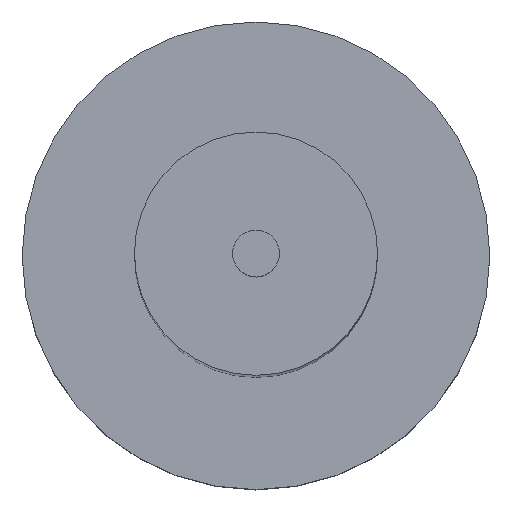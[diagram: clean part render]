
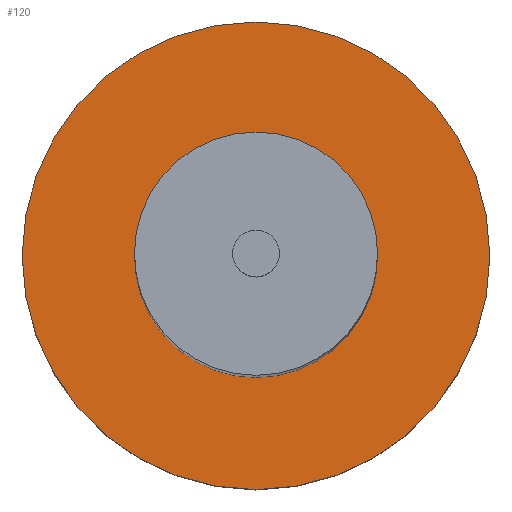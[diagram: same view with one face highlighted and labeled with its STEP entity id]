
A CAD part, top view. The second image highlights one B-rep face of the part: STEP entity #120.
In plain terms, the highlighted planar face has unit normal (0, 0, 1).
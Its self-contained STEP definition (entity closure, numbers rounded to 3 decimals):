
#16=FACE_BOUND('',#35,.T.);
#19=PLANE('',#159);
#26=FACE_OUTER_BOUND('',#34,.T.);
#34=EDGE_LOOP('',(#106,#107));
#35=EDGE_LOOP('',(#108,#109));
#49=CIRCLE('',#151,13.);
#50=CIRCLE('',#152,13.);
#51=CIRCLE('',#155,25.);
#52=CIRCLE('',#156,25.);
#61=VERTEX_POINT('',#221);
#62=VERTEX_POINT('',#223);
#63=VERTEX_POINT('',#228);
#64=VERTEX_POINT('',#229);
#75=EDGE_CURVE('',#62,#61,#49,.T.);
#76=EDGE_CURVE('',#61,#62,#50,.T.);
#77=EDGE_CURVE('',#63,#64,#51,.T.);
#78=EDGE_CURVE('',#64,#63,#52,.T.);
#106=ORIENTED_EDGE('',*,*,#77,.T.);
#107=ORIENTED_EDGE('',*,*,#78,.T.);
#108=ORIENTED_EDGE('',*,*,#75,.T.);
#109=ORIENTED_EDGE('',*,*,#76,.T.);
#120=ADVANCED_FACE('',(#26,#16),#19,.T.);
#151=AXIS2_PLACEMENT_3D('',#224,#183,#184);
#152=AXIS2_PLACEMENT_3D('',#225,#185,#186);
#155=AXIS2_PLACEMENT_3D('',#230,#191,#192);
#156=AXIS2_PLACEMENT_3D('',#231,#193,#194);
#159=AXIS2_PLACEMENT_3D('',#237,#200,#201);
#183=DIRECTION('center_axis',(0.,0.,-1.));
#184=DIRECTION('ref_axis',(1.,0.,0.));
#185=DIRECTION('center_axis',(0.,0.,-1.));
#186=DIRECTION('ref_axis',(1.,0.,0.));
#191=DIRECTION('center_axis',(0.,0.,1.));
#192=DIRECTION('ref_axis',(1.,0.,0.));
#193=DIRECTION('center_axis',(0.,0.,1.));
#194=DIRECTION('ref_axis',(1.,0.,0.));
#200=DIRECTION('center_axis',(0.,0.,1.));
#201=DIRECTION('ref_axis',(1.,0.,0.));
#221=CARTESIAN_POINT('',(-13.,0.,20.));
#223=CARTESIAN_POINT('',(13.,0.,20.));
#224=CARTESIAN_POINT('Origin',(0.,0.,20.));
#225=CARTESIAN_POINT('Origin',(0.,0.,20.));
#228=CARTESIAN_POINT('',(25.,0.,20.));
#229=CARTESIAN_POINT('',(-25.,0.,20.));
#230=CARTESIAN_POINT('Origin',(0.,0.,20.));
#231=CARTESIAN_POINT('Origin',(0.,0.,20.));
#237=CARTESIAN_POINT('Origin',(0.,0.,20.));
